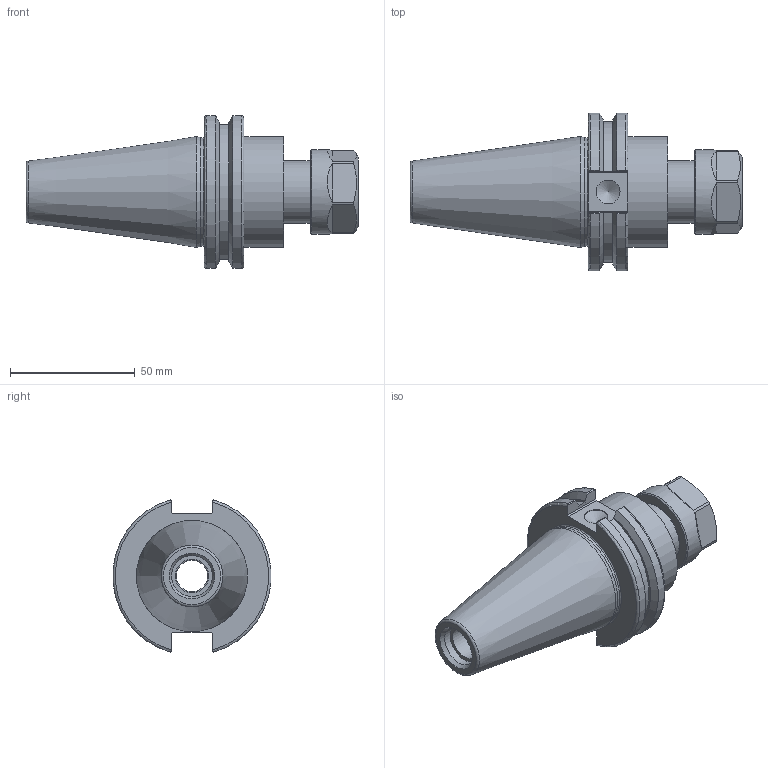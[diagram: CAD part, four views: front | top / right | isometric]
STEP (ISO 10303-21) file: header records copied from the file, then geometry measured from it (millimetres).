
FILE_DESCRIPTION(/* description */ (''),/* implementation_level */ '2;1');
FILE_NAME(/* name */ 'BK232B25.stp',/* time_stamp */ '2025-01-23T16:31:06+09:00',/* author */ ('eos'),/* organization */ (''),/* preprocessor_version */ 'ST-DEVELOPER v20',/* originating_system */ 'Autodesk Inventor 2025',/* authorisation */ '');
FILE_SCHEMA (('AUTOMOTIVE_DESIGN { 1 0 10303 214 3 1 1 }'));
Length unit declared in the file: millimetre
Products named in the file (3): LO-CAT40-ER11-3.00; CAT50; ER20NUT
Assembly tree (2 placements, depth 2):
  LO-CAT40-ER11-3.00
    CAT50
    ER20NUT
Bounding box: 133.02 x 63.26 x 61.09 mm (x, y, z)
Volume: 136590.8 mm3; surface area: 30735.8 mm2
Topology: 2 solids, 3 shells, 90 faces, 221 edges, 145 vertices
Faces by surface type: plane 48, cylinder 21, cone 14, torus 7
Full cylindrical faces by diameter (mm): 9.525 x1, 12.573 x1, 13.386 x1, 14.9 x1, 16 x1, 16.3 x1, 18.4 x1, 21.76 x1, 23.5 x1, 25 x2, 25.5 x1, 34 x1, 43.6 x1, 44.45 x1
Entity records: 2872 total; most frequent: CARTESIAN_POINT 602, DIRECTION 453, ORIENTED_EDGE 438, EDGE_CURVE 220, AXIS2_PLACEMENT_3D 177, VERTEX_POINT 145, EDGE_LOOP 105, LINE 99
